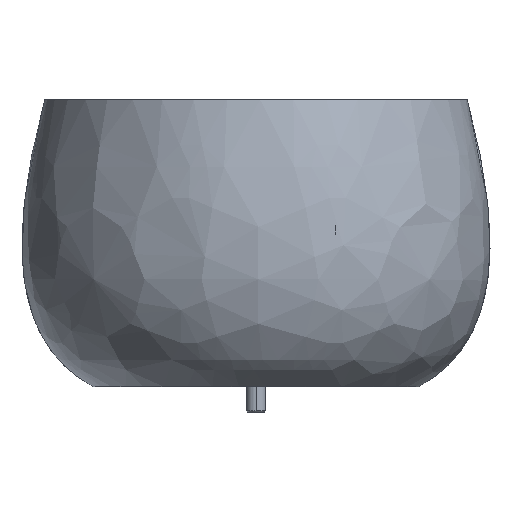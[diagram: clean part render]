
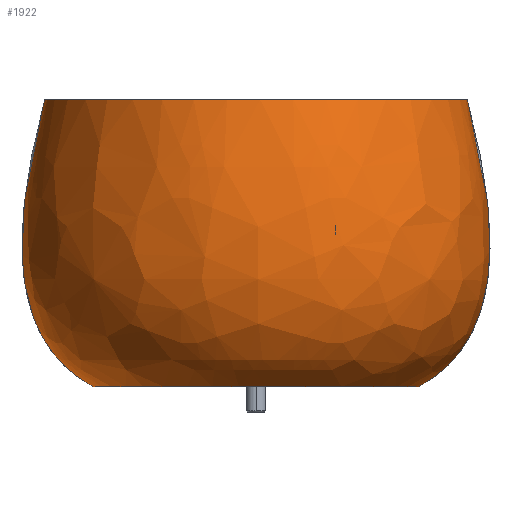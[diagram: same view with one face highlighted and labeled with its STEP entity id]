
A CAD part, left-side view. The second image highlights one B-rep face of the part: STEP entity #1922.
In plain terms, the highlighted free-form (B-spline) face has degree [2, 3] with [9, 4] control points.
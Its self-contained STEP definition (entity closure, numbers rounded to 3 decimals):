
#277=(
BOUNDED_SURFACE()
B_SPLINE_SURFACE(2,3,((#19717,#19718,#19719,#19720),(#19721,#19722,#19723,
#19724),(#19725,#19726,#19727,#19728),(#19729,#19730,#19731,#19732),(#19733,
#19734,#19735,#19736),(#19737,#19738,#19739,#19740),(#19741,#19742,#19743,
#19744),(#19745,#19746,#19747,#19748),(#19749,#19750,#19751,#19752)),
 .UNSPECIFIED.,.T.,.F.,.F.)
B_SPLINE_SURFACE_WITH_KNOTS((3,2,2,2,3),(4,4),(0.,92.501,185.003,
277.504,370.005),(15.674,211.405),
 .UNSPECIFIED.)
GEOMETRIC_REPRESENTATION_ITEM()
RATIONAL_B_SPLINE_SURFACE(((1.,1.,1.,1.),(0.707,0.707,
0.707,0.707),(1.,1.,1.,1.),(0.707,0.707,
0.707,0.707),(1.,1.,1.,1.),(0.707,0.707,
0.707,0.707),(1.,1.,1.,1.),(0.707,0.707,
0.707,0.707),(1.,1.,1.,1.)))
REPRESENTATION_ITEM('')
SURFACE()
);
#750=B_SPLINE_CURVE_WITH_KNOTS('',3,(#20100,#20101,#20102,#20103,#20104,
#20105,#20106,#20107,#20108,#20109,#20110),.UNSPECIFIED.,.F.,.F.,(4,2,3,
2,4),(-79.722,-56.704,-33.824,-17.081,
0.),.UNSPECIFIED.);
#1922=ADVANCED_FACE('',(#2697),#277,.T.);
#2697=FACE_OUTER_BOUND('',#3570,.T.);
#3570=EDGE_LOOP('',(#6253,#6254,#6255,#6256));
#6253=ORIENTED_EDGE('',*,*,#8575,.T.);
#6254=ORIENTED_EDGE('',*,*,#8555,.T.);
#6255=ORIENTED_EDGE('',*,*,#8556,.F.);
#6256=ORIENTED_EDGE('',*,*,#8553,.F.);
#8553=EDGE_CURVE('',#10996,#10997,#9896,.T.);
#8555=EDGE_CURVE('',#10998,#10999,#9898,.T.);
#8556=EDGE_CURVE('',#10997,#10999,#9899,.T.);
#8575=EDGE_CURVE('',#10996,#10998,#750,.T.);
#9896=(
BOUNDED_CURVE()
B_SPLINE_CURVE(2,(#19995,#19996,#19997,#19998,#19999,#20000,#20001,#20002,
#20003),.UNSPECIFIED.,.F.,.F.)
B_SPLINE_CURVE_WITH_KNOTS((3,2,2,2,3),(0.,44.394,88.787,
133.181,177.575),.UNSPECIFIED.)
CURVE()
GEOMETRIC_REPRESENTATION_ITEM()
RATIONAL_B_SPLINE_CURVE((1.,0.923,1.,0.923,1.,0.923,
1.,0.923,1.))
REPRESENTATION_ITEM('')
);
#9898=(
BOUNDED_CURVE()
B_SPLINE_CURVE(2,(#20014,#20015,#20016,#20017,#20018,#20019,#20020,#20021,
#20022),.UNSPECIFIED.,.F.,.F.)
B_SPLINE_CURVE_WITH_KNOTS((3,2,2,2,3),(0.,34.233,68.467,
102.7,136.933),.UNSPECIFIED.)
CURVE()
GEOMETRIC_REPRESENTATION_ITEM()
RATIONAL_B_SPLINE_CURVE((1.,0.922,1.,0.922,1.,0.922,
1.,0.922,1.))
REPRESENTATION_ITEM('')
);
#9899=(
BOUNDED_CURVE()
B_SPLINE_CURVE(3,(#20023,#20024,#20025,#20026),.UNSPECIFIED.,.F.,.F.)
B_SPLINE_CURVE_WITH_KNOTS((4,4),(15.674,211.405),
 .UNSPECIFIED.)
CURVE()
GEOMETRIC_REPRESENTATION_ITEM()
RATIONAL_B_SPLINE_CURVE((1.,1.,1.,1.))
REPRESENTATION_ITEM('')
);
#10996=VERTEX_POINT('',#19842);
#10997=VERTEX_POINT('',#19843);
#10998=VERTEX_POINT('',#19844);
#10999=VERTEX_POINT('',#19845);
#19717=CARTESIAN_POINT('',(751.894,-31.095,76.916));
#19718=CARTESIAN_POINT('',(751.894,-40.556,41.421));
#19719=CARTESIAN_POINT('',(751.894,-39.516,15.887));
#19720=CARTESIAN_POINT('',(751.894,-18.829,4.651));
#19721=CARTESIAN_POINT('',(698.744,-31.708,76.916));
#19722=CARTESIAN_POINT('',(689.282,-41.169,41.421));
#19723=CARTESIAN_POINT('',(690.323,-40.129,15.887));
#19724=CARTESIAN_POINT('',(711.01,-19.442,4.651));
#19725=CARTESIAN_POINT('',(698.131,21.443,76.916));
#19726=CARTESIAN_POINT('',(688.669,21.443,41.421));
#19727=CARTESIAN_POINT('',(689.71,21.443,15.887));
#19728=CARTESIAN_POINT('',(710.397,21.443,4.651));
#19729=CARTESIAN_POINT('',(697.518,74.593,76.916));
#19730=CARTESIAN_POINT('',(688.056,84.054,41.421));
#19731=CARTESIAN_POINT('',(689.097,83.014,15.887));
#19732=CARTESIAN_POINT('',(709.783,62.327,4.651));
#19733=CARTESIAN_POINT('',(750.668,75.206,76.916));
#19734=CARTESIAN_POINT('',(750.668,84.667,41.421));
#19735=CARTESIAN_POINT('',(750.668,83.627,15.887));
#19736=CARTESIAN_POINT('',(750.668,62.94,4.651));
#19737=CARTESIAN_POINT('',(803.818,75.819,76.916));
#19738=CARTESIAN_POINT('',(813.28,85.28,41.421));
#19739=CARTESIAN_POINT('',(812.239,84.24,15.887));
#19740=CARTESIAN_POINT('',(791.552,63.553,4.651));
#19741=CARTESIAN_POINT('',(804.431,22.669,76.916));
#19742=CARTESIAN_POINT('',(813.893,22.669,41.421));
#19743=CARTESIAN_POINT('',(812.852,22.669,15.887));
#19744=CARTESIAN_POINT('',(792.166,22.669,4.651));
#19745=CARTESIAN_POINT('',(805.044,-30.482,76.916));
#19746=CARTESIAN_POINT('',(814.506,-39.943,41.421));
#19747=CARTESIAN_POINT('',(813.465,-38.903,15.887));
#19748=CARTESIAN_POINT('',(792.779,-18.216,4.651));
#19749=CARTESIAN_POINT('',(751.894,-31.095,76.916));
#19750=CARTESIAN_POINT('',(751.894,-40.556,41.421));
#19751=CARTESIAN_POINT('',(751.894,-39.516,15.887));
#19752=CARTESIAN_POINT('',(751.894,-18.829,4.651));
#19842=CARTESIAN_POINT('',(751.894,75.206,76.916));
#19843=CARTESIAN_POINT('',(751.894,-31.095,76.916));
#19844=CARTESIAN_POINT('',(751.894,62.94,4.651));
#19845=CARTESIAN_POINT('',(751.894,-18.829,4.651));
#19995=CARTESIAN_POINT('',(751.894,75.206,76.916));
#19996=CARTESIAN_POINT('',(729.699,75.462,76.916));
#19997=CARTESIAN_POINT('',(713.913,59.857,76.916));
#19998=CARTESIAN_POINT('',(698.127,44.252,76.916));
#19999=CARTESIAN_POINT('',(698.127,22.056,76.916));
#20000=CARTESIAN_POINT('',(698.127,-0.141,76.916));
#20001=CARTESIAN_POINT('',(713.913,-15.746,76.916));
#20002=CARTESIAN_POINT('',(729.699,-31.351,76.916));
#20003=CARTESIAN_POINT('',(751.894,-31.095,76.916));
#20014=CARTESIAN_POINT('',(751.894,62.94,4.651));
#20015=CARTESIAN_POINT('',(734.779,63.197,4.651));
#20016=CARTESIAN_POINT('',(722.586,51.184,4.651));
#20017=CARTESIAN_POINT('',(710.392,39.172,4.651));
#20018=CARTESIAN_POINT('',(710.392,22.056,4.651));
#20019=CARTESIAN_POINT('',(710.392,4.939,4.651));
#20020=CARTESIAN_POINT('',(722.586,-7.073,4.651));
#20021=CARTESIAN_POINT('',(734.779,-19.086,4.651));
#20022=CARTESIAN_POINT('',(751.894,-18.829,4.651));
#20023=CARTESIAN_POINT('',(751.894,-31.095,76.916));
#20024=CARTESIAN_POINT('',(751.894,-40.556,41.421));
#20025=CARTESIAN_POINT('',(751.894,-39.516,15.887));
#20026=CARTESIAN_POINT('',(751.894,-18.829,4.651));
#20100=CARTESIAN_POINT('',(751.894,75.206,76.916));
#20101=CARTESIAN_POINT('',(751.894,77.143,69.648));
#20102=CARTESIAN_POINT('',(751.894,78.854,61.998));
#20103=CARTESIAN_POINT('',(751.894,80.92,47.128));
#20104=CARTESIAN_POINT('',(751.894,81.393,39.143));
#20105=CARTESIAN_POINT('',(751.894,80.379,31.686));
#20106=CARTESIAN_POINT('',(751.894,79.627,26.16));
#20107=CARTESIAN_POINT('',(751.894,78.037,20.745));
#20108=CARTESIAN_POINT('',(751.894,72.069,11.079));
#20109=CARTESIAN_POINT('',(751.894,67.96,7.378));
#20110=CARTESIAN_POINT('',(751.894,62.94,4.651));
